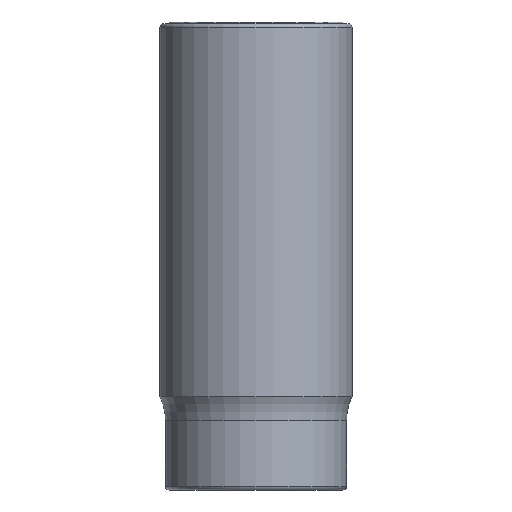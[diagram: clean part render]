
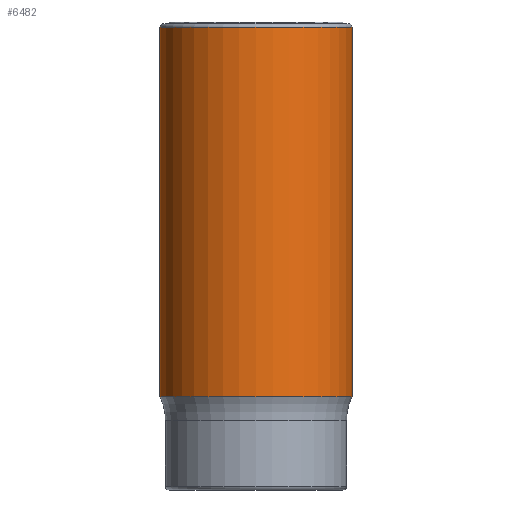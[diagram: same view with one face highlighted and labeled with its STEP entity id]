
A CAD part, front view. The second image highlights one B-rep face of the part: STEP entity #6482.
In plain terms, the highlighted cylindrical face has radius 17.5 mm (diameter 35 mm), a partial arc.
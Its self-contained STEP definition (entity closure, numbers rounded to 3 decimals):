
#5949=DIRECTION('',(0.,0.,1.));
#5950=VECTOR('',#5949,67.3);
#5951=CARTESIAN_POINT('',(-17.5,0.,16.7));
#5952=LINE('',#5951,#5950);
#6050=CARTESIAN_POINT('',(0.,0.,84.));
#6051=DIRECTION('',(0.,0.,1.));
#6052=DIRECTION('',(1.,0.,0.));
#6053=AXIS2_PLACEMENT_3D('',#6050,#6051,#6052);
#6058=CARTESIAN_POINT('',(0.,0.,16.7));
#6059=DIRECTION('',(0.,0.,1.));
#6060=DIRECTION('',(1.,0.,0.));
#6061=AXIS2_PLACEMENT_3D('',#6058,#6059,#6060);
#6066=DIRECTION('',(0.,0.,1.));
#6067=VECTOR('',#6066,67.3);
#6068=CARTESIAN_POINT('',(17.5,0.,16.7));
#6069=LINE('',#6068,#6067);
#6077=CARTESIAN_POINT('',(-17.5,0.,16.7));
#6078=CARTESIAN_POINT('',(17.5,0.,16.7));
#6079=VERTEX_POINT('',#6077);
#6080=VERTEX_POINT('',#6078);
#6101=CARTESIAN_POINT('',(17.5,0.,84.));
#6102=CARTESIAN_POINT('',(-17.5,0.,84.));
#6103=VERTEX_POINT('',#6101);
#6104=VERTEX_POINT('',#6102);
#6471=CARTESIAN_POINT('',(0.,0.,16.7));
#6472=DIRECTION('',(0.,0.,1.));
#6473=DIRECTION('',(1.,0.,0.));
#6474=AXIS2_PLACEMENT_3D('',#6471,#6472,#6473);
#6475=CYLINDRICAL_SURFACE('',#6474,17.5);
#6476=ORIENTED_EDGE('',*,*,#6465,.T.);
#6477=ORIENTED_EDGE('',*,*,#6367,.F.);
#6478=ORIENTED_EDGE('',*,*,#6337,.F.);
#6479=ORIENTED_EDGE('',*,*,#6364,.T.);
#6480=EDGE_LOOP('',(#6476,#6477,#6478,#6479));
#6481=FACE_OUTER_BOUND('',#6480,.F.);
#6482=ADVANCED_FACE('',(#6481),#6475,.T.);
#6054=CIRCLE('',#6053,17.5);
#6062=CIRCLE('',#6061,17.5);
#6337=EDGE_CURVE('',#6080,#6079,#6062,.T.);
#6364=EDGE_CURVE('',#6080,#6103,#6069,.T.);
#6367=EDGE_CURVE('',#6079,#6104,#5952,.T.);
#6465=EDGE_CURVE('',#6103,#6104,#6054,.T.);
